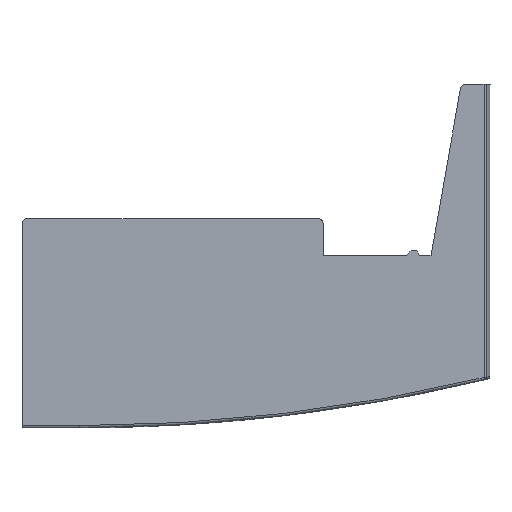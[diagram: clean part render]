
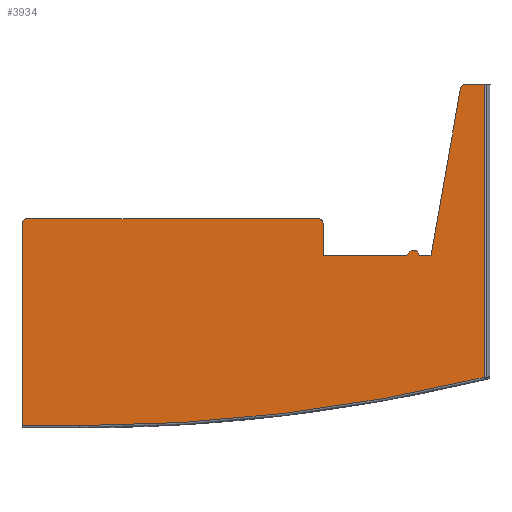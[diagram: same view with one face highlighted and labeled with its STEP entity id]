
A CAD part, left-side view. The second image highlights one B-rep face of the part: STEP entity #3934.
In plain terms, the highlighted planar face has unit normal (-1, 0, 0).
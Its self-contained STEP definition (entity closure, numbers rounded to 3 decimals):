
#15 = CIRCLE ( 'NONE', #3943, 0.5 ) ;
#98 = ORIENTED_EDGE ( 'NONE', *, *, #3859, .T. ) ;
#120 = FACE_OUTER_BOUND ( 'NONE', #459, .T. ) ;
#161 = AXIS2_PLACEMENT_3D ( 'NONE', #2600, #200, #3328 ) ;
#192 = EDGE_CURVE ( 'NONE', #1787, #2704, #4760, .T. ) ;
#199 = CARTESIAN_POINT ( 'NONE',  ( -8.75, -4.2, -40.2 ) ) ;
#200 = DIRECTION ( 'NONE',  ( -1., 0., 0. ) ) ;
#207 = CARTESIAN_POINT ( 'NONE',  ( -8.75, -7.4, -6.127 ) ) ;
#265 = CARTESIAN_POINT ( 'NONE',  ( -8.75, -7.4, -7.258 ) ) ;
#321 = CIRCLE ( 'NONE', #2117, 0.5 ) ;
#333 = ORIENTED_EDGE ( 'NONE', *, *, #2818, .T. ) ;
#355 = CARTESIAN_POINT ( 'NONE',  ( -8.75, 7.5, -0.518 ) ) ;
#358 = DIRECTION ( 'NONE',  ( -1., 0., 0. ) ) ;
#459 = EDGE_LOOP ( 'NONE', ( #4456, #4359, #4877, #4048, #627, #1809, #3049, #3863, #3103, #98, #2161, #693, #2992, #333, #3263, #4390 ) ) ;
#530 = LINE ( 'NONE', #265, #2147 ) ;
#558 = LINE ( 'NONE', #4039, #3356 ) ;
#627 = ORIENTED_EDGE ( 'NONE', *, *, #2331, .F. ) ;
#667 = VERTEX_POINT ( 'NONE', #2433 ) ;
#677 = CARTESIAN_POINT ( 'NONE',  ( -8.75, 7.087, -2.573 ) ) ;
#693 = ORIENTED_EDGE ( 'NONE', *, *, #852, .T. ) ;
#813 = VECTOR ( 'NONE', #2231, 1000. ) ;
#852 = EDGE_CURVE ( 'NONE', #4012, #3291, #2030, .T. ) ;
#953 = VERTEX_POINT ( 'NONE', #2688 ) ;
#960 = LINE ( 'NONE', #677, #813 ) ;
#1002 = EDGE_CURVE ( 'NONE', #953, #667, #4701, .T. ) ;
#1061 = DIRECTION ( 'NONE',  ( 0., 1., 0. ) ) ;
#1065 = EDGE_CURVE ( 'NONE', #1163, #4410, #321, .T. ) ;
#1159 = CARTESIAN_POINT ( 'NONE',  ( -8.75, -22.2, -40.7 ) ) ;
#1163 = VERTEX_POINT ( 'NONE', #2074 ) ;
#1210 = VECTOR ( 'NONE', #5062, 1000. ) ;
#1217 = VECTOR ( 'NONE', #2249, 1000. ) ;
#1225 = VECTOR ( 'NONE', #5017, 1000. ) ;
#1241 = VERTEX_POINT ( 'NONE', #207 ) ;
#1286 = CARTESIAN_POINT ( 'NONE',  ( -8.75, -7.4, -14.5 ) ) ;
#1333 = VERTEX_POINT ( 'NONE', #3482 ) ;
#1437 = DIRECTION ( 'NONE',  ( -1., 0., 0. ) ) ;
#1462 = EDGE_CURVE ( 'NONE', #2569, #1333, #1538, .T. ) ;
#1528 = LINE ( 'NONE', #4332, #2224 ) ;
#1538 = CIRCLE ( 'NONE', #161, 149.8 ) ;
#1551 = CARTESIAN_POINT ( 'NONE',  ( -8.75, -7., -6.358 ) ) ;
#1554 = VERTEX_POINT ( 'NONE', #1159 ) ;
#1563 = VECTOR ( 'NONE', #3377, 1000. ) ;
#1575 = VERTEX_POINT ( 'NONE', #2214 ) ;
#1584 = LINE ( 'NONE', #4235, #1225 ) ;
#1676 = DIRECTION ( 'NONE',  ( 0., -1., 0. ) ) ;
#1744 = EDGE_CURVE ( 'NONE', #4012, #2402, #558, .T. ) ;
#1748 = CARTESIAN_POINT ( 'NONE',  ( -8.75, 7.087, -2.573 ) ) ;
#1749 = EDGE_CURVE ( 'NONE', #4410, #4672, #960, .T. ) ;
#1787 = VERTEX_POINT ( 'NONE', #1286 ) ;
#1809 = ORIENTED_EDGE ( 'NONE', *, *, #1002, .F. ) ;
#1813 = CARTESIAN_POINT ( 'NONE',  ( -8.75, -22.2, -35.7 ) ) ;
#1850 = DIRECTION ( 'NONE',  ( 0., 1., 0. ) ) ;
#1963 = DIRECTION ( 'NONE',  ( -1., 0., 0. ) ) ;
#2030 = CIRCLE ( 'NONE', #2681, 0.5 ) ;
#2036 = PLANE ( 'NONE',  #3704 ) ;
#2074 = CARTESIAN_POINT ( 'NONE',  ( -8.75, 7.5, -2.08 ) ) ;
#2115 = CARTESIAN_POINT ( 'NONE',  ( -8.75, -4.7, -14.5 ) ) ;
#2117 = AXIS2_PLACEMENT_3D ( 'NONE', #3616, #2763, #4362 ) ;
#2134 = DIRECTION ( 'NONE',  ( 0., 0., 1. ) ) ;
#2147 = VECTOR ( 'NONE', #5041, 1000. ) ;
#2161 = ORIENTED_EDGE ( 'NONE', *, *, #1744, .F. ) ;
#2214 = CARTESIAN_POINT ( 'NONE',  ( -8.75, -4.7, -14.5 ) ) ;
#2224 = VECTOR ( 'NONE', #2794, 1000. ) ;
#2231 = DIRECTION ( 'NONE',  ( 0., -0.985, -0.174 ) ) ;
#2249 = DIRECTION ( 'NONE',  ( 0., -0.866, 0.5 ) ) ;
#2270 = CARTESIAN_POINT ( 'NONE',  ( -8.75, -7.4, -6.127 ) ) ;
#2290 = EDGE_CURVE ( 'NONE', #1241, #4672, #3504, .T. ) ;
#2331 = EDGE_CURVE ( 'NONE', #667, #1241, #4249, .T. ) ;
#2402 = VERTEX_POINT ( 'NONE', #3205 ) ;
#2433 = CARTESIAN_POINT ( 'NONE',  ( -8.75, -7., -6.358 ) ) ;
#2523 = EDGE_CURVE ( 'NONE', #1575, #1787, #3306, .T. ) ;
#2569 = VERTEX_POINT ( 'NONE', #1813 ) ;
#2600 = CARTESIAN_POINT ( 'NONE',  ( -8.75, 127.6, -35.7 ) ) ;
#2680 = DIRECTION ( 'NONE',  ( 0., 0., 1. ) ) ;
#2681 = AXIS2_PLACEMENT_3D ( 'NONE', #4962, #1437, #1850 ) ;
#2688 = CARTESIAN_POINT ( 'NONE',  ( -8.75, -7., -6.858 ) ) ;
#2704 = VERTEX_POINT ( 'NONE', #4163 ) ;
#2763 = DIRECTION ( 'NONE',  ( -1., 0., 0. ) ) ;
#2794 = DIRECTION ( 'NONE',  ( 0., 1., 0. ) ) ;
#2818 = EDGE_CURVE ( 'NONE', #1554, #2569, #1584, .T. ) ;
#2908 = CARTESIAN_POINT ( 'NONE',  ( -8.75, -7.4, -14.5 ) ) ;
#2949 = VECTOR ( 'NONE', #2134, 1000. ) ;
#2968 = VECTOR ( 'NONE', #1061, 1000. ) ;
#2992 = ORIENTED_EDGE ( 'NONE', *, *, #4066, .F. ) ;
#3049 = ORIENTED_EDGE ( 'NONE', *, *, #4494, .F. ) ;
#3092 = CARTESIAN_POINT ( 'NONE',  ( -8.75, -22.2, -40.7 ) ) ;
#3103 = ORIENTED_EDGE ( 'NONE', *, *, #2523, .F. ) ;
#3205 = CARTESIAN_POINT ( 'NONE',  ( -8.75, -4.2, -15. ) ) ;
#3208 = VERTEX_POINT ( 'NONE', #355 ) ;
#3263 = ORIENTED_EDGE ( 'NONE', *, *, #1462, .T. ) ;
#3291 = VERTEX_POINT ( 'NONE', #4687 ) ;
#3306 = LINE ( 'NONE', #2115, #4516 ) ;
#3328 = DIRECTION ( 'NONE',  ( 0., -1., 0. ) ) ;
#3356 = VECTOR ( 'NONE', #4601, 1000. ) ;
#3377 = DIRECTION ( 'NONE',  ( 0., 0., 1. ) ) ;
#3450 = LINE ( 'NONE', #3092, #2968 ) ;
#3482 = CARTESIAN_POINT ( 'NONE',  ( -8.75, -18.01, -0.518 ) ) ;
#3504 = LINE ( 'NONE', #2270, #4004 ) ;
#3607 = CARTESIAN_POINT ( 'NONE',  ( -8.75, 0., 0. ) ) ;
#3616 = CARTESIAN_POINT ( 'NONE',  ( -8.75, 7., -2.08 ) ) ;
#3687 = DIRECTION ( 'NONE',  ( 0., -1., 0. ) ) ;
#3704 = AXIS2_PLACEMENT_3D ( 'NONE', #3607, #1963, #1676 ) ;
#3859 = EDGE_CURVE ( 'NONE', #1575, #2402, #15, .T. ) ;
#3863 = ORIENTED_EDGE ( 'NONE', *, *, #192, .F. ) ;
#3896 = CARTESIAN_POINT ( 'NONE',  ( -8.75, -7.4, -5.127 ) ) ;
#3934 = ADVANCED_FACE ( 'NONE', ( #120 ), #2036, .T. ) ;
#3943 = AXIS2_PLACEMENT_3D ( 'NONE', #4975, #358, #4637 ) ;
#4004 = VECTOR ( 'NONE', #2680, 1000. ) ;
#4012 = VERTEX_POINT ( 'NONE', #199 ) ;
#4027 = EDGE_CURVE ( 'NONE', #1163, #3208, #4872, .T. ) ;
#4039 = CARTESIAN_POINT ( 'NONE',  ( -8.75, -4.2, -40.2 ) ) ;
#4048 = ORIENTED_EDGE ( 'NONE', *, *, #2290, .F. ) ;
#4066 = EDGE_CURVE ( 'NONE', #1554, #3291, #3450, .T. ) ;
#4163 = CARTESIAN_POINT ( 'NONE',  ( -8.75, -7.4, -7.258 ) ) ;
#4235 = CARTESIAN_POINT ( 'NONE',  ( -8.75, -22.2, -40.7 ) ) ;
#4249 = LINE ( 'NONE', #1551, #1217 ) ;
#4332 = CARTESIAN_POINT ( 'NONE',  ( -8.75, -18.01, -0.518 ) ) ;
#4359 = ORIENTED_EDGE ( 'NONE', *, *, #1065, .T. ) ;
#4362 = DIRECTION ( 'NONE',  ( 0., 1., 0. ) ) ;
#4390 = ORIENTED_EDGE ( 'NONE', *, *, #4654, .T. ) ;
#4410 = VERTEX_POINT ( 'NONE', #1748 ) ;
#4456 = ORIENTED_EDGE ( 'NONE', *, *, #4027, .F. ) ;
#4494 = EDGE_CURVE ( 'NONE', #2704, #953, #530, .T. ) ;
#4516 = VECTOR ( 'NONE', #3687, 1000. ) ;
#4601 = DIRECTION ( 'NONE',  ( 0., 0., 1. ) ) ;
#4637 = DIRECTION ( 'NONE',  ( 0., 0., 1. ) ) ;
#4654 = EDGE_CURVE ( 'NONE', #1333, #3208, #1528, .T. ) ;
#4672 = VERTEX_POINT ( 'NONE', #3896 ) ;
#4687 = CARTESIAN_POINT ( 'NONE',  ( -8.75, -4.7, -40.7 ) ) ;
#4701 = LINE ( 'NONE', #5012, #1210 ) ;
#4760 = LINE ( 'NONE', #2908, #2949 ) ;
#4843 = CARTESIAN_POINT ( 'NONE',  ( -8.75, 7.5, -2.08 ) ) ;
#4872 = LINE ( 'NONE', #4843, #1563 ) ;
#4877 = ORIENTED_EDGE ( 'NONE', *, *, #1749, .T. ) ;
#4962 = CARTESIAN_POINT ( 'NONE',  ( -8.75, -4.7, -40.2 ) ) ;
#4975 = CARTESIAN_POINT ( 'NONE',  ( -8.75, -4.7, -15. ) ) ;
#5012 = CARTESIAN_POINT ( 'NONE',  ( -8.75, -7., -6.858 ) ) ;
#5017 = DIRECTION ( 'NONE',  ( 0., 0., 1. ) ) ;
#5041 = DIRECTION ( 'NONE',  ( 0., 0.707, 0.707 ) ) ;
#5062 = DIRECTION ( 'NONE',  ( 0., 0., 1. ) ) ;
